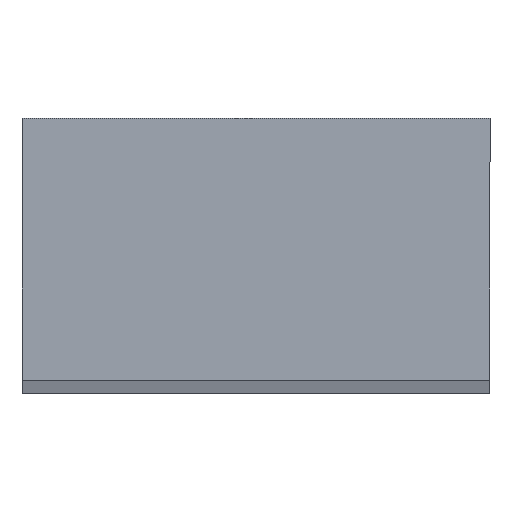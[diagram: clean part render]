
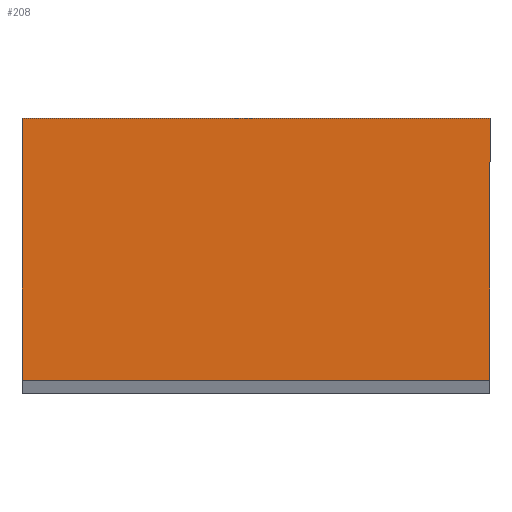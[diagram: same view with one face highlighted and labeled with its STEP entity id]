
A CAD part, top view. The second image highlights one B-rep face of the part: STEP entity #208.
In plain terms, the highlighted planar face has unit normal (0, 0, 1).
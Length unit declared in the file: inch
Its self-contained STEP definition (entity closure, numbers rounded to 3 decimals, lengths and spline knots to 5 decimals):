
#1 = VERTEX_POINT ( 'NONE', #26 ) ;
#2 = VECTOR ( 'NONE', #224, 39.37008 ) ;
#6 = ORIENTED_EDGE ( 'NONE', *, *, #79, .T. ) ;
#26 = CARTESIAN_POINT ( 'NONE',  ( -0.715, 1.965, -23. ) ) ;
#27 = ORIENTED_EDGE ( 'NONE', *, *, #59, .F. ) ;
#33 = DIRECTION ( 'NONE',  ( -1., 0., 0. ) ) ;
#41 = VECTOR ( 'NONE', #53, 39.37008 ) ;
#53 = DIRECTION ( 'NONE',  ( 0., -1., 0. ) ) ;
#59 = EDGE_CURVE ( 'NONE', #235, #173, #117, .T. ) ;
#63 = CARTESIAN_POINT ( 'NONE',  ( 0., 1.165, -23. ) ) ;
#75 = CARTESIAN_POINT ( 'NONE',  ( 0.715, 0., -23. ) ) ;
#79 = EDGE_CURVE ( 'NONE', #1, #151, #138, .T. ) ;
#83 = CARTESIAN_POINT ( 'NONE',  ( 0.715, 1.165, -23. ) ) ;
#85 = EDGE_CURVE ( 'NONE', #235, #1, #203, .T. ) ;
#90 = AXIS2_PLACEMENT_3D ( 'NONE', #168, #123, #185 ) ;
#100 = VECTOR ( 'NONE', #145, 39.37008 ) ;
#113 = ORIENTED_EDGE ( 'NONE', *, *, #223, .T. ) ;
#117 = LINE ( 'NONE', #75, #2 ) ;
#123 = DIRECTION ( 'NONE',  ( 0., 0., 1. ) ) ;
#124 = PLANE ( 'NONE',  #90 ) ;
#129 = ORIENTED_EDGE ( 'NONE', *, *, #85, .T. ) ;
#138 = LINE ( 'NONE', #161, #41 ) ;
#143 = CARTESIAN_POINT ( 'NONE',  ( 0.715, 1.965, -23. ) ) ;
#144 = LINE ( 'NONE', #63, #100 ) ;
#145 = DIRECTION ( 'NONE',  ( 1., 0., 0. ) ) ;
#151 = VERTEX_POINT ( 'NONE', #205 ) ;
#161 = CARTESIAN_POINT ( 'NONE',  ( -0.715, 0., -23. ) ) ;
#168 = CARTESIAN_POINT ( 'NONE',  ( 0., 0., -23. ) ) ;
#173 = VERTEX_POINT ( 'NONE', #83 ) ;
#185 = DIRECTION ( 'NONE',  ( 1., 0., 0. ) ) ;
#203 = LINE ( 'NONE', #225, #222 ) ;
#205 = CARTESIAN_POINT ( 'NONE',  ( -0.715, 1.165, -23. ) ) ;
#208 = ADVANCED_FACE ( 'NONE', ( #243 ), #124, .T. ) ;
#217 = EDGE_LOOP ( 'NONE', ( #6, #113, #27, #129 ) ) ;
#222 = VECTOR ( 'NONE', #33, 39.37008 ) ;
#223 = EDGE_CURVE ( 'NONE', #151, #173, #144, .T. ) ;
#224 = DIRECTION ( 'NONE',  ( 0., -1., 0. ) ) ;
#225 = CARTESIAN_POINT ( 'NONE',  ( -1.965, 1.965, -23. ) ) ;
#235 = VERTEX_POINT ( 'NONE', #143 ) ;
#243 = FACE_OUTER_BOUND ( 'NONE', #217, .T. ) ;
